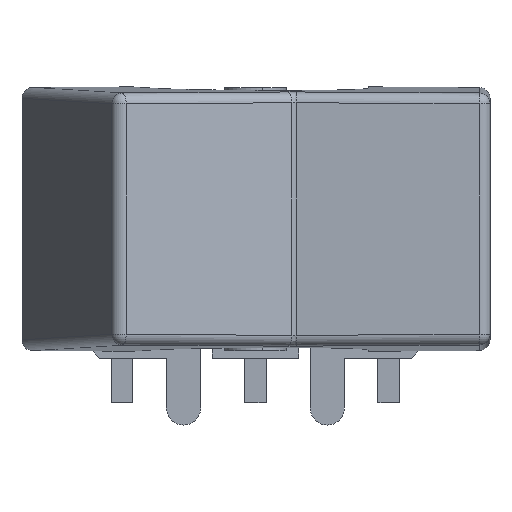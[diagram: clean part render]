
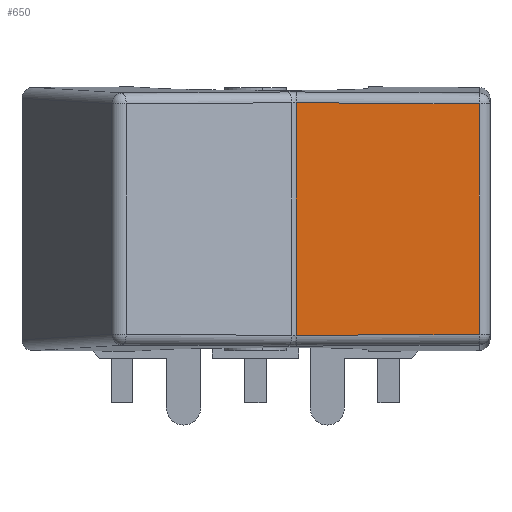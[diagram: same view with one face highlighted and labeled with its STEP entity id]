
A CAD part, left-side view. The second image highlights one B-rep face of the part: STEP entity #650.
In plain terms, the highlighted planar face has unit normal (-1, 0, 0).
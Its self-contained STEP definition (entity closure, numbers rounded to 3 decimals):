
#255=CARTESIAN_POINT('',(-23.359,-7.887,0.837));
#256=VERTEX_POINT('',#255);
#257=CARTESIAN_POINT('',(-23.359,-1.445,0.801));
#258=VERTEX_POINT('',#257);
#259=CARTESIAN_POINT('',(-23.359,-7.887,0.837));
#260=DIRECTION('',(0.,1.,-0.006));
#261=VECTOR('',#260,6.442);
#262=LINE('',#259,#261);
#263=EDGE_CURVE('',#256,#258,#262,.T.);
#322=CARTESIAN_POINT('',(-23.359,-7.887,8.962));
#323=VERTEX_POINT('',#322);
#333=CARTESIAN_POINT('',(-23.359,-7.887,8.962));
#334=DIRECTION('',(0.0,0.0,-1.0));
#335=VECTOR('',#334,8.125);
#336=LINE('',#333,#335);
#337=EDGE_CURVE('',#323,#256,#336,.T.);
#597=CARTESIAN_POINT('',(-23.359,-1.445,8.999));
#598=VERTEX_POINT('',#597);
#606=CARTESIAN_POINT('',(-23.359,-1.445,8.999));
#607=DIRECTION('',(0.,-1.,-0.006));
#608=VECTOR('',#607,6.442);
#609=LINE('',#606,#608);
#610=EDGE_CURVE('',#598,#323,#609,.T.);
#634=CARTESIAN_POINT('',(-23.359,-1.361,0.264));
#635=DIRECTION('',(-1.0,0.0,0.0));
#636=DIRECTION('',(0.0,0.0,-1.0));
#637=AXIS2_PLACEMENT_3D('',#634,#635,#636);
#638=PLANE('',#637);
#639=ORIENTED_EDGE('',*,*,#263,.F.);
#640=ORIENTED_EDGE('',*,*,#337,.F.);
#641=ORIENTED_EDGE('',*,*,#610,.F.);
#642=CARTESIAN_POINT('',(-23.359,-1.445,0.801));
#643=DIRECTION('',(0.,0.,1.0));
#644=VECTOR('',#643,8.198);
#645=LINE('',#642,#644);
#646=EDGE_CURVE('',#258,#598,#645,.T.);
#647=ORIENTED_EDGE('',*,*,#646,.F.);
#648=EDGE_LOOP('',(#639,#640,#641,#647));
#649=FACE_OUTER_BOUND('',#648,.T.);
#650=ADVANCED_FACE('',(#649),#638,.T.);
